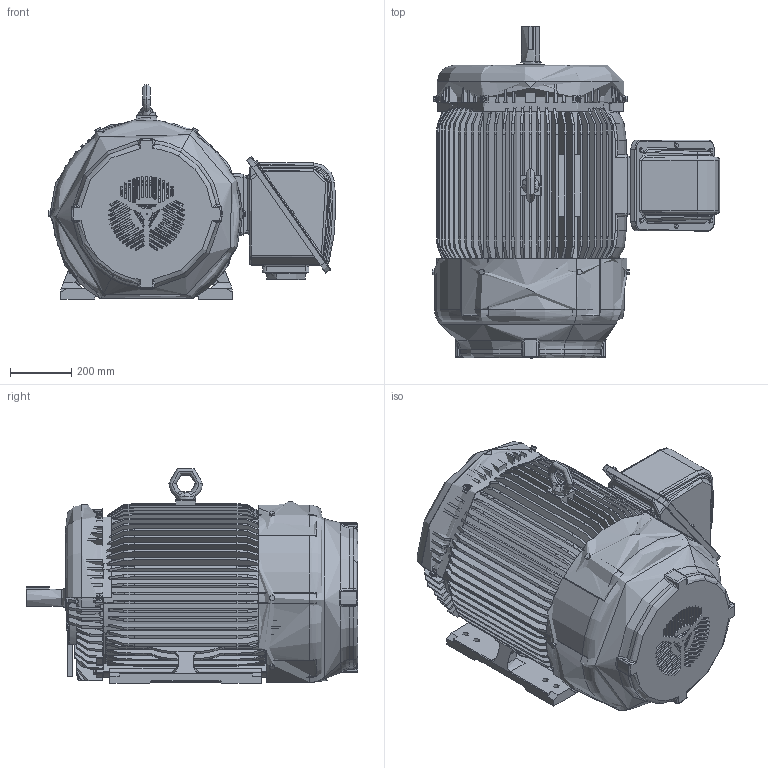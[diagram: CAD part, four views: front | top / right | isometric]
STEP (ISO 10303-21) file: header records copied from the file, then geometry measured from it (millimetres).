
FILE_DESCRIPTION(('CATIA V5 STEP Exchange'),'2;1');
FILE_NAME('31043A090-AEHH8B #445TS.stp','2016-03-07T01:50:11+00:00',('none'),('none'),'CATIA Version 5 Release 19 SP 9 (IN-10)','CATIA V5 STEP AP203','none');
FILE_SCHEMA(('CONFIG_CONTROL_DESIGN'));
Products named in the file (1): 31043A090-AEHH8B #445TS
Bounding box: 939.47 x 1083.65 x 702.03 mm (x, y, z)
Volume: 62074442.9 mm3; surface area: 10868666.4 mm2
Topology: 5 solids, 65 shells, 7294 faces, 19682 edges, 12482 vertices
Faces by surface type: plane 2399, cylinder 1810, torus 1159, cone 1068, bspline 730, sphere 108, revolution 20
Entity records: 290995 total; most frequent: CARTESIAN_POINT 132922, ORIENTED_EDGE 38976, DIRECTION 21819, EDGE_CURVE 19488, VERTEX_POINT 12482, AXIS2_PLACEMENT_3D 10702, EDGE_LOOP 7880, ADVANCED_FACE 7294
